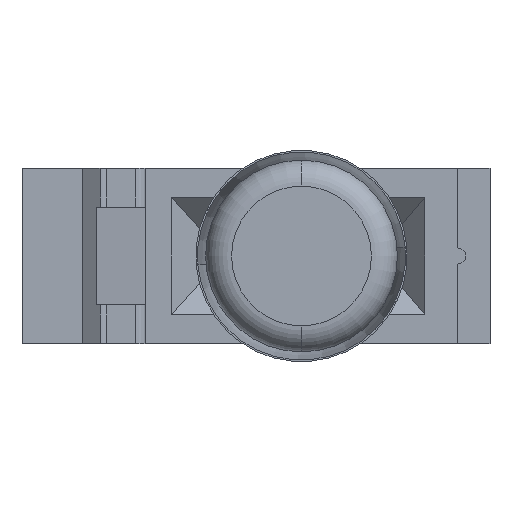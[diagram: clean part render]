
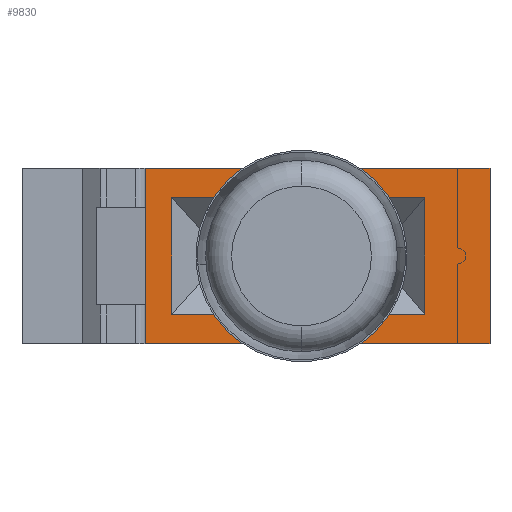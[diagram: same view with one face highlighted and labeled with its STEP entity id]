
A CAD part, front view. The second image highlights one B-rep face of the part: STEP entity #9830.
In plain terms, the highlighted planar face has unit normal (0, -1, 0).
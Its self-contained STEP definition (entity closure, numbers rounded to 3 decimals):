
#195 = VECTOR ( 'NONE', #443, 1000. ) ;
#287 = DIRECTION ( 'NONE',  ( 0., 0., 1. ) ) ;
#334 = LINE ( 'NONE', #3393, #8678 ) ;
#443 = DIRECTION ( 'NONE',  ( -1., 0., 0. ) ) ;
#564 = FACE_OUTER_BOUND ( 'NONE', #2252, .T. ) ;
#647 = CARTESIAN_POINT ( 'NONE',  ( 0.25, 236.496, -1.8 ) ) ;
#690 = VECTOR ( 'NONE', #5710, 1000. ) ;
#740 = CARTESIAN_POINT ( 'NONE',  ( -4.8, 236.496, -2.7 ) ) ;
#1107 = ORIENTED_EDGE ( 'NONE', *, *, #7481, .T. ) ;
#1208 = EDGE_LOOP ( 'NONE', ( #6110, #1107, #4739, #2812 ) ) ;
#1322 = CARTESIAN_POINT ( 'NONE',  ( -0.35, 236.496, 1.8 ) ) ;
#1458 = CARTESIAN_POINT ( 'NONE',  ( -0.35, 236.496, -1.8 ) ) ;
#1464 = DIRECTION ( 'NONE',  ( 0., -1., 0. ) ) ;
#1468 = VECTOR ( 'NONE', #2643, 1000. ) ;
#1567 = VERTEX_POINT ( 'NONE', #7316 ) ;
#1603 = EDGE_CURVE ( 'NONE', #4902, #5093, #3649, .T. ) ;
#1625 = VERTEX_POINT ( 'NONE', #5084 ) ;
#1645 = EDGE_CURVE ( 'NONE', #10003, #2607, #6542, .T. ) ;
#1703 = PLANE ( 'NONE',  #4800 ) ;
#2220 = EDGE_CURVE ( 'NONE', #2887, #1625, #9860, .T. ) ;
#2252 = EDGE_LOOP ( 'NONE', ( #5341, #5187, #9111, #9013 ) ) ;
#2260 = EDGE_LOOP ( 'NONE', ( #8551, #6150, #2583, #4480 ) ) ;
#2395 = FACE_BOUND ( 'NONE', #2260, .T. ) ;
#2422 = LINE ( 'NONE', #9971, #9340 ) ;
#2583 = ORIENTED_EDGE ( 'NONE', *, *, #6995, .T. ) ;
#2607 = VERTEX_POINT ( 'NONE', #647 ) ;
#2643 = DIRECTION ( 'NONE',  ( 1., 0., 0. ) ) ;
#2693 = DIRECTION ( 'NONE',  ( -1., 0., 0. ) ) ;
#2812 = ORIENTED_EDGE ( 'NONE', *, *, #6178, .T. ) ;
#2887 = VERTEX_POINT ( 'NONE', #3055 ) ;
#2999 = EDGE_CURVE ( 'NONE', #7174, #8150, #5026, .T. ) ;
#3046 = DIRECTION ( 'NONE',  ( -1., 0., 0. ) ) ;
#3055 = CARTESIAN_POINT ( 'NONE',  ( 0.25, 236.496, 1.8 ) ) ;
#3167 = CARTESIAN_POINT ( 'NONE',  ( 5.8, 236.496, -2.7 ) ) ;
#3213 = FACE_BOUND ( 'NONE', #1208, .T. ) ;
#3222 = VERTEX_POINT ( 'NONE', #6291 ) ;
#3231 = LINE ( 'NONE', #8730, #690 ) ;
#3393 = CARTESIAN_POINT ( 'NONE',  ( 5.8, 236.496, -1.8 ) ) ;
#3404 = LINE ( 'NONE', #9559, #8183 ) ;
#3487 = CARTESIAN_POINT ( 'NONE',  ( -4.8, 236.496, 2.7 ) ) ;
#3505 = EDGE_CURVE ( 'NONE', #7174, #1567, #3231, .T. ) ;
#3544 = CARTESIAN_POINT ( 'NONE',  ( -4.8, 236.496, 2.7 ) ) ;
#3649 = LINE ( 'NONE', #7445, #1468 ) ;
#3745 = VECTOR ( 'NONE', #6020, 1000. ) ;
#4415 = CARTESIAN_POINT ( 'NONE',  ( -4., 236.496, 1.8 ) ) ;
#4427 = VERTEX_POINT ( 'NONE', #1458 ) ;
#4466 = CARTESIAN_POINT ( 'NONE',  ( 3.8, 236.496, -1.8 ) ) ;
#4480 = ORIENTED_EDGE ( 'NONE', *, *, #2220, .T. ) ;
#4554 = DIRECTION ( 'NONE',  ( 0., 0., 1. ) ) ;
#4659 = LINE ( 'NONE', #7582, #9334 ) ;
#4739 = ORIENTED_EDGE ( 'NONE', *, *, #6000, .T. ) ;
#4800 = AXIS2_PLACEMENT_3D ( 'NONE', #6710, #1464, #4554 ) ;
#4902 = VERTEX_POINT ( 'NONE', #4415 ) ;
#5026 = LINE ( 'NONE', #8903, #195 ) ;
#5084 = CARTESIAN_POINT ( 'NONE',  ( 3.8, 236.496, 1.8 ) ) ;
#5093 = VERTEX_POINT ( 'NONE', #1322 ) ;
#5098 = DIRECTION ( 'NONE',  ( 0., 0., 1. ) ) ;
#5106 = EDGE_CURVE ( 'NONE', #8150, #6054, #6475, .T. ) ;
#5159 = DIRECTION ( 'NONE',  ( 0., 0., 1. ) ) ;
#5187 = ORIENTED_EDGE ( 'NONE', *, *, #7896, .T. ) ;
#5199 = LINE ( 'NONE', #8131, #7399 ) ;
#5341 = ORIENTED_EDGE ( 'NONE', *, *, #3505, .T. ) ;
#5710 = DIRECTION ( 'NONE',  ( 0., 0., 1. ) ) ;
#6000 = EDGE_CURVE ( 'NONE', #4427, #3222, #334, .T. ) ;
#6020 = DIRECTION ( 'NONE',  ( 1., 0., 0. ) ) ;
#6054 = VERTEX_POINT ( 'NONE', #3487 ) ;
#6110 = ORIENTED_EDGE ( 'NONE', *, *, #1603, .T. ) ;
#6150 = ORIENTED_EDGE ( 'NONE', *, *, #1645, .T. ) ;
#6178 = EDGE_CURVE ( 'NONE', #3222, #4902, #8607, .T. ) ;
#6191 = EDGE_CURVE ( 'NONE', #1625, #10003, #3404, .T. ) ;
#6291 = CARTESIAN_POINT ( 'NONE',  ( -4., 236.496, -1.8 ) ) ;
#6475 = LINE ( 'NONE', #3544, #7351 ) ;
#6542 = LINE ( 'NONE', #7396, #8091 ) ;
#6710 = CARTESIAN_POINT ( 'NONE',  ( 5.8, 236.496, 2.7 ) ) ;
#6995 = EDGE_CURVE ( 'NONE', #2607, #2887, #5199, .T. ) ;
#7174 = VERTEX_POINT ( 'NONE', #3167 ) ;
#7316 = CARTESIAN_POINT ( 'NONE',  ( 5.8, 236.496, 2.7 ) ) ;
#7351 = VECTOR ( 'NONE', #5159, 1000. ) ;
#7396 = CARTESIAN_POINT ( 'NONE',  ( 5.8, 236.496, -1.8 ) ) ;
#7399 = VECTOR ( 'NONE', #5098, 1000. ) ;
#7445 = CARTESIAN_POINT ( 'NONE',  ( 5.8, 236.496, 1.8 ) ) ;
#7481 = EDGE_CURVE ( 'NONE', #5093, #4427, #4659, .T. ) ;
#7582 = CARTESIAN_POINT ( 'NONE',  ( -0.35, 236.496, 2.7 ) ) ;
#7896 = EDGE_CURVE ( 'NONE', #1567, #6054, #2422, .T. ) ;
#7900 = VECTOR ( 'NONE', #287, 1000. ) ;
#7906 = DIRECTION ( 'NONE',  ( -1., 0., 0. ) ) ;
#8091 = VECTOR ( 'NONE', #2693, 1000. ) ;
#8131 = CARTESIAN_POINT ( 'NONE',  ( 0.25, 236.496, 2.7 ) ) ;
#8150 = VERTEX_POINT ( 'NONE', #740 ) ;
#8183 = VECTOR ( 'NONE', #8795, 1000. ) ;
#8345 = CARTESIAN_POINT ( 'NONE',  ( 5.8, 236.496, 1.8 ) ) ;
#8388 = DIRECTION ( 'NONE',  ( 0., 0., -1. ) ) ;
#8551 = ORIENTED_EDGE ( 'NONE', *, *, #6191, .T. ) ;
#8607 = LINE ( 'NONE', #9353, #7900 ) ;
#8678 = VECTOR ( 'NONE', #7906, 1000. ) ;
#8730 = CARTESIAN_POINT ( 'NONE',  ( 5.8, 236.496, 2.7 ) ) ;
#8795 = DIRECTION ( 'NONE',  ( 0., 0., -1. ) ) ;
#8903 = CARTESIAN_POINT ( 'NONE',  ( 0., 236.496, -2.7 ) ) ;
#9013 = ORIENTED_EDGE ( 'NONE', *, *, #2999, .F. ) ;
#9111 = ORIENTED_EDGE ( 'NONE', *, *, #5106, .F. ) ;
#9334 = VECTOR ( 'NONE', #8388, 1000. ) ;
#9340 = VECTOR ( 'NONE', #3046, 1000. ) ;
#9353 = CARTESIAN_POINT ( 'NONE',  ( -4., 236.496, 2.7 ) ) ;
#9559 = CARTESIAN_POINT ( 'NONE',  ( 3.8, 236.496, 2.7 ) ) ;
#9830 = ADVANCED_FACE ( 'NONE', ( #3213, #2395, #564 ), #1703, .T. ) ;
#9860 = LINE ( 'NONE', #8345, #3745 ) ;
#9971 = CARTESIAN_POINT ( 'NONE',  ( 5.8, 236.496, 2.7 ) ) ;
#10003 = VERTEX_POINT ( 'NONE', #4466 ) ;
